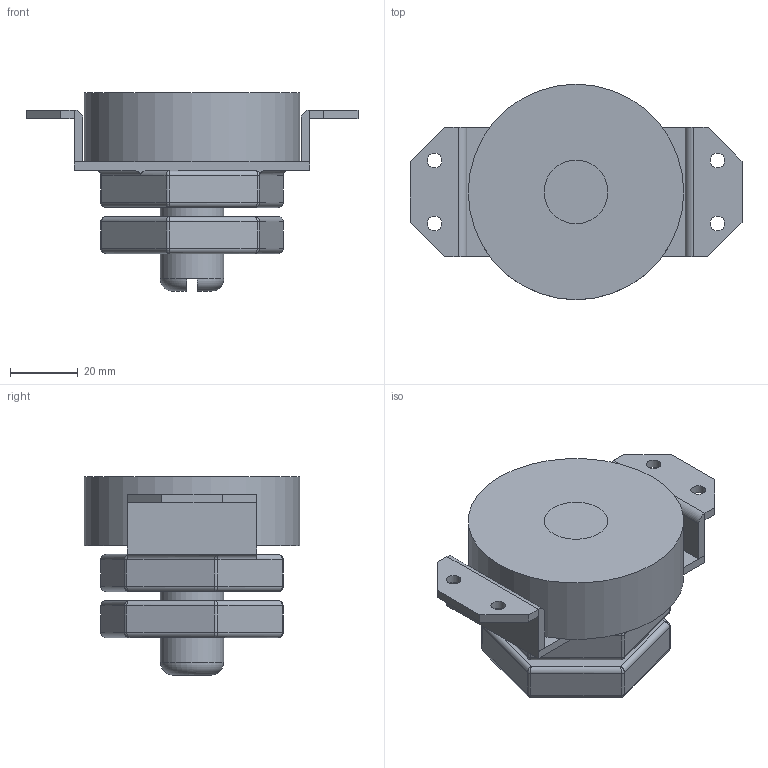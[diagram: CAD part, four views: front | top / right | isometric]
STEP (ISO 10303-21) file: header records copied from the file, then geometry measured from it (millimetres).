
FILE_DESCRIPTION(/* description */ (''),/* implementation_level */ '2;1');
FILE_NAME(/* name */ 'PBL Magnet (PBL-100-0007-00).step',/* time_stamp */ '2024-04-05T17:10:58-04:00',/* author */ (''),/* organization */ (''),/* preprocessor_version */ 'ST-DEVELOPER v20',/* originating_system */ 'Autodesk Translation Framework v12.20.1.177',/* authorisation */ '');
FILE_SCHEMA (('AUTOMOTIVE_DESIGN { 1 0 10303 214 3 1 1 }'));
Length unit declared in the file: inch
Products named in the file (1): PBL Magnet (PBL-100-0007-00)
Bounding box: 97.79 x 63.5 x 58.42 mm (x, y, z)
Volume: 124183.9 mm3; surface area: 33723.2 mm2
Topology: 4 solids, 4 shells, 133 faces, 317 edges, 172 vertices
Faces by surface type: plane 58, cylinder 50, bspline 24, torus 1
Full cylindrical faces by diameter (mm): 4.318 x4, 18.758 x3, 18.796 x2, 63.5 x1
Entity records: 4237 total; most frequent: CARTESIAN_POINT 1263, DIRECTION 617, ORIENTED_EDGE 590, EDGE_CURVE 295, AXIS2_PLACEMENT_3D 220, LINE 177, VECTOR 177, VERTEX_POINT 172
